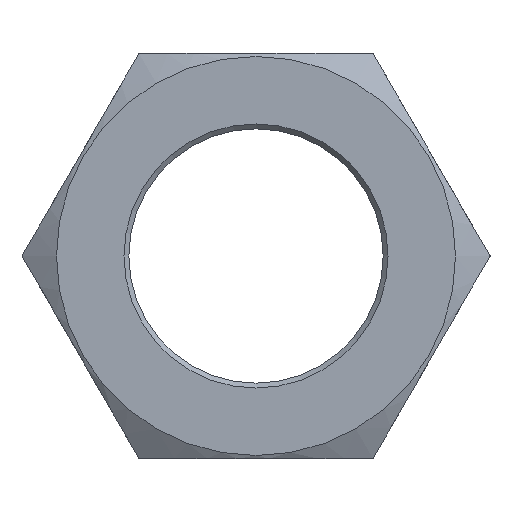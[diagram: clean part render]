
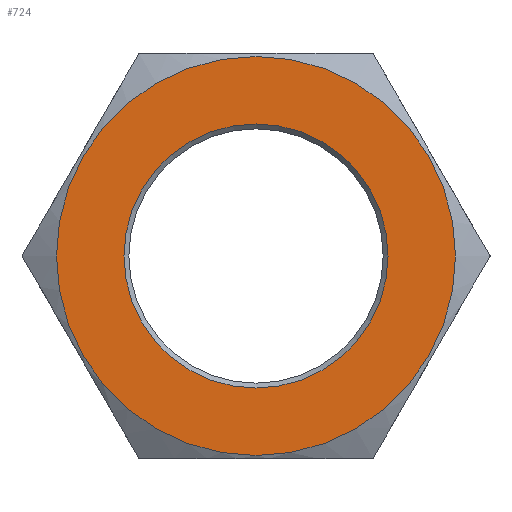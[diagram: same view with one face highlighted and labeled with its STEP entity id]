
A CAD part, left-side view. The second image highlights one B-rep face of the part: STEP entity #724.
In plain terms, the highlighted planar face has unit normal (-1, 0, 0).
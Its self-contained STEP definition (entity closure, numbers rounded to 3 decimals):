
#693=CARTESIAN_POINT('',(0.,-6.725,0.));
#694=VERTEX_POINT('',#693);
#695=CARTESIAN_POINT('',(0.,0.,0.0));
#696=DIRECTION('',(-1.0,0.0,0.0));
#697=DIRECTION('',(0.0,1.0,0.0));
#698=AXIS2_PLACEMENT_3D('',#695,#696,#697);
#699=CIRCLE('',#698,6.725);
#700=EDGE_CURVE('',#694,#694,#699,.T.);
#705=CARTESIAN_POINT('',(0.0,5.08,0.0));
#706=DIRECTION('',(-1.0,0.0,0.0));
#707=DIRECTION('',(0.0,0.0,1.0));
#708=AXIS2_PLACEMENT_3D('',#705,#706,#707);
#709=PLANE('',#708);
#710=CARTESIAN_POINT('',(0.0,10.16,0.0));
#711=VERTEX_POINT('',#710);
#712=CARTESIAN_POINT('',(0.,0.,0.0));
#713=DIRECTION('',(1.0,0.0,0.0));
#714=DIRECTION('',(0.0,1.0,0.0));
#715=AXIS2_PLACEMENT_3D('',#712,#713,#714);
#716=CIRCLE('',#715,10.16);
#717=EDGE_CURVE('',#711,#711,#716,.T.);
#718=ORIENTED_EDGE('',*,*,#717,.F.);
#719=EDGE_LOOP('',(#718));
#720=FACE_OUTER_BOUND('',#719,.T.);
#721=ORIENTED_EDGE('',*,*,#700,.F.);
#722=EDGE_LOOP('',(#721));
#723=FACE_BOUND('',#722,.T.);
#724=ADVANCED_FACE('',(#720,#723),#709,.T.);
